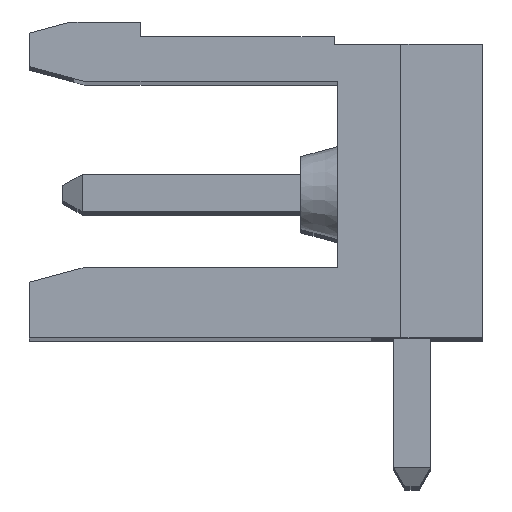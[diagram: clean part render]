
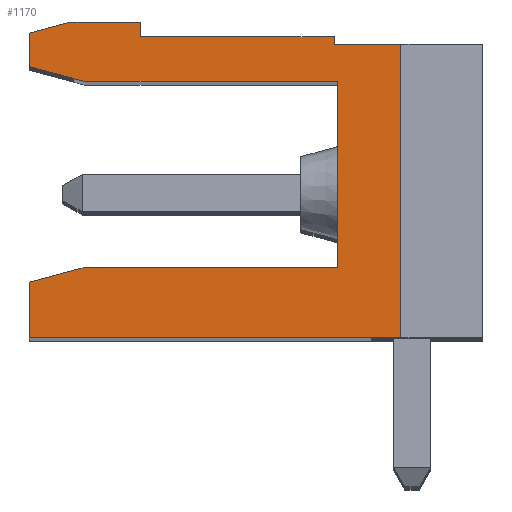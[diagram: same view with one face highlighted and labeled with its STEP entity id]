
A CAD part, top view. The second image highlights one B-rep face of the part: STEP entity #1170.
In plain terms, the highlighted planar face has unit normal (0, 0, 1).
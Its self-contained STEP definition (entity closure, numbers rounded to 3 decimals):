
#1170 = ADVANCED_FACE( '', ( #2670 ), #2671, .T. );
#2670 = FACE_OUTER_BOUND( '', #4532, .T. );
#2671 = PLANE( '', #4533 );
#4532 = EDGE_LOOP( '', ( #7926, #7927, #7928, #7929, #7930, #7931, #7932, #7933, #7934, #7935, #7936, #7937, #7938, #7939, #7940 ) );
#4533 = AXIS2_PLACEMENT_3D( '', #7941, #7942, #7943 );
#7926 = ORIENTED_EDGE( '', *, *, #12342, .F. );
#7927 = ORIENTED_EDGE( '', *, *, #12343, .F. );
#7928 = ORIENTED_EDGE( '', *, *, #12344, .F. );
#7929 = ORIENTED_EDGE( '', *, *, #11113, .F. );
#7930 = ORIENTED_EDGE( '', *, *, #12345, .F. );
#7931 = ORIENTED_EDGE( '', *, *, #12346, .T. );
#7932 = ORIENTED_EDGE( '', *, *, #12347, .F. );
#7933 = ORIENTED_EDGE( '', *, *, #12348, .F. );
#7934 = ORIENTED_EDGE( '', *, *, #12349, .F. );
#7935 = ORIENTED_EDGE( '', *, *, #12350, .F. );
#7936 = ORIENTED_EDGE( '', *, *, #11119, .F. );
#7937 = ORIENTED_EDGE( '', *, *, #12058, .T. );
#7938 = ORIENTED_EDGE( '', *, *, #12351, .T. );
#7939 = ORIENTED_EDGE( '', *, *, #12352, .T. );
#7940 = ORIENTED_EDGE( '', *, *, #12353, .T. );
#7941 = CARTESIAN_POINT( '', ( 194.225, 203.51, 76.2 ) );
#7942 = DIRECTION( '', ( 0., 0., 1. ) );
#7943 = DIRECTION( '', ( 1., 0., 0. ) );
#11113 = EDGE_CURVE( '', #13305, #13307, #13308, .T. );
#11119 = EDGE_CURVE( '', #13316, #13318, #13319, .T. );
#12058 = EDGE_CURVE( '', #13316, #14869, #14871, .T. );
#12342 = EDGE_CURVE( '', #15285, #15286, #15287, .T. );
#12343 = EDGE_CURVE( '', #15288, #15285, #15289, .T. );
#12344 = EDGE_CURVE( '', #13307, #15288, #15290, .T. );
#12345 = EDGE_CURVE( '', #15291, #13305, #15292, .T. );
#12346 = EDGE_CURVE( '', #15291, #15293, #15294, .T. );
#12347 = EDGE_CURVE( '', #15295, #15293, #15296, .T. );
#12348 = EDGE_CURVE( '', #15297, #15295, #15298, .T. );
#12349 = EDGE_CURVE( '', #15299, #15297, #15300, .T. );
#12350 = EDGE_CURVE( '', #13318, #15299, #15301, .T. );
#12351 = EDGE_CURVE( '', #14869, #15302, #15303, .T. );
#12352 = EDGE_CURVE( '', #15302, #15304, #15305, .T. );
#12353 = EDGE_CURVE( '', #15304, #15286, #15306, .T. );
#13305 = VERTEX_POINT( '', #16503 );
#13307 = VERTEX_POINT( '', #16506 );
#13308 = LINE( '', #16507, #16508 );
#13316 = VERTEX_POINT( '', #16519 );
#13318 = VERTEX_POINT( '', #16522 );
#13319 = LINE( '', #16523, #16524 );
#14869 = VERTEX_POINT( '', #18805 );
#14871 = LINE( '', #18808, #18809 );
#15285 = VERTEX_POINT( '', #19421 );
#15286 = VERTEX_POINT( '', #19422 );
#15287 = LINE( '', #19423, #19424 );
#15288 = VERTEX_POINT( '', #19425 );
#15289 = LINE( '', #19426, #19427 );
#15290 = LINE( '', #19428, #19429 );
#15291 = VERTEX_POINT( '', #19430 );
#15292 = LINE( '', #19431, #19432 );
#15293 = VERTEX_POINT( '', #19433 );
#15294 = LINE( '', #19434, #19435 );
#15295 = VERTEX_POINT( '', #19436 );
#15296 = LINE( '', #19437, #19438 );
#15297 = VERTEX_POINT( '', #19439 );
#15298 = LINE( '', #19440, #19441 );
#15299 = VERTEX_POINT( '', #19442 );
#15300 = LINE( '', #19443, #19444 );
#15301 = LINE( '', #19445, #19446 );
#15302 = VERTEX_POINT( '', #19447 );
#15303 = LINE( '', #19448, #19449 );
#15304 = VERTEX_POINT( '', #19450 );
#15305 = LINE( '', #19451, #19452 );
#15306 = LINE( '', #19453, #19454 );
#16503 = CARTESIAN_POINT( '', ( 195.725, 198.11, 76.2 ) );
#16506 = CARTESIAN_POINT( '', ( 202.525, 198.11, 76.2 ) );
#16507 = CARTESIAN_POINT( '', ( 195.725, 198.11, 76.2 ) );
#16508 = VECTOR( '', #21070, 1000. );
#16519 = CARTESIAN_POINT( '', ( 197.225, 204.31, 76.2 ) );
#16522 = CARTESIAN_POINT( '', ( 202.425, 204.31, 76.2 ) );
#16523 = CARTESIAN_POINT( '', ( 202.425, 204.31, 76.2 ) );
#16524 = VECTOR( '', #21075, 1000. );
#18805 = CARTESIAN_POINT( '', ( 197.225, 204.71, 76.2 ) );
#18808 = CARTESIAN_POINT( '', ( 197.225, 204.81, 76.2 ) );
#18809 = VECTOR( '', #21889, 1000. );
#19421 = CARTESIAN_POINT( '', ( 195.718, 203.11, 76.2 ) );
#19422 = CARTESIAN_POINT( '', ( 194.225, 203.51, 76.2 ) );
#19423 = CARTESIAN_POINT( '', ( 195.718, 203.11, 76.2 ) );
#19424 = VECTOR( '', #22130, 1000. );
#19425 = CARTESIAN_POINT( '', ( 202.525, 203.11, 76.2 ) );
#19426 = CARTESIAN_POINT( '', ( 202.525, 203.11, 76.2 ) );
#19427 = VECTOR( '', #22131, 1000. );
#19428 = CARTESIAN_POINT( '', ( 202.525, 198.11, 76.2 ) );
#19429 = VECTOR( '', #22132, 1000. );
#19430 = CARTESIAN_POINT( '', ( 194.225, 197.708, 76.2 ) );
#19431 = CARTESIAN_POINT( '', ( 194.225, 197.708, 76.2 ) );
#19432 = VECTOR( '', #22133, 1000. );
#19433 = CARTESIAN_POINT( '', ( 194.225, 196.21, 76.2 ) );
#19434 = CARTESIAN_POINT( '', ( 194.225, 204.31, 76.2 ) );
#19435 = VECTOR( '', #22134, 1000. );
#19436 = CARTESIAN_POINT( '', ( 204.225, 196.21, 76.2 ) );
#19437 = CARTESIAN_POINT( '', ( 194.225, 196.21, 76.2 ) );
#19438 = VECTOR( '', #22135, 1000. );
#19439 = CARTESIAN_POINT( '', ( 204.225, 204.11, 76.2 ) );
#19440 = CARTESIAN_POINT( '', ( 204.225, 204.11, 76.2 ) );
#19441 = VECTOR( '', #22136, 1000. );
#19442 = CARTESIAN_POINT( '', ( 202.425, 204.11, 76.2 ) );
#19443 = CARTESIAN_POINT( '', ( 206.425, 204.11, 76.2 ) );
#19444 = VECTOR( '', #22137, 1000. );
#19445 = CARTESIAN_POINT( '', ( 202.425, 204.11, 76.2 ) );
#19446 = VECTOR( '', #22138, 1000. );
#19447 = CARTESIAN_POINT( '', ( 195.345, 204.71, 76.2 ) );
#19448 = CARTESIAN_POINT( '', ( 195.718, 204.71, 76.2 ) );
#19449 = VECTOR( '', #22139, 1000. );
#19450 = CARTESIAN_POINT( '', ( 194.225, 204.41, 76.2 ) );
#19451 = CARTESIAN_POINT( '', ( 194.225, 204.41, 76.2 ) );
#19452 = VECTOR( '', #22140, 1000. );
#19453 = CARTESIAN_POINT( '', ( 194.225, 204.31, 76.2 ) );
#19454 = VECTOR( '', #22141, 1000. );
#21070 = DIRECTION( '', ( 1., 0., 0. ) );
#21075 = DIRECTION( '', ( 1., 0., 0. ) );
#21889 = DIRECTION( '', ( 0., 1., 0. ) );
#22130 = DIRECTION( '', ( -0.966, 0.259, 0. ) );
#22131 = DIRECTION( '', ( -1., 0., 0. ) );
#22132 = DIRECTION( '', ( 0., 1., 0. ) );
#22133 = DIRECTION( '', ( 0.966, 0.259, 0. ) );
#22134 = DIRECTION( '', ( 0., -1., 0. ) );
#22135 = DIRECTION( '', ( -1., 0., 0. ) );
#22136 = DIRECTION( '', ( 0., -1., 0. ) );
#22137 = DIRECTION( '', ( 1., 0., 0. ) );
#22138 = DIRECTION( '', ( 0., -1., 0. ) );
#22139 = DIRECTION( '', ( -1., 0., 0. ) );
#22140 = DIRECTION( '', ( -0.966, -0.259, 0. ) );
#22141 = DIRECTION( '', ( 0., -1., 0. ) );
